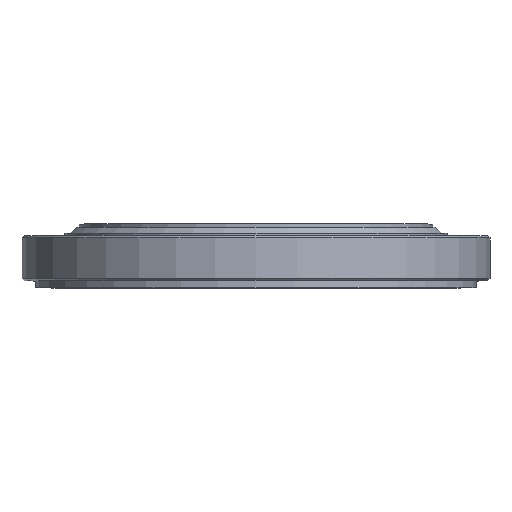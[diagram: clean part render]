
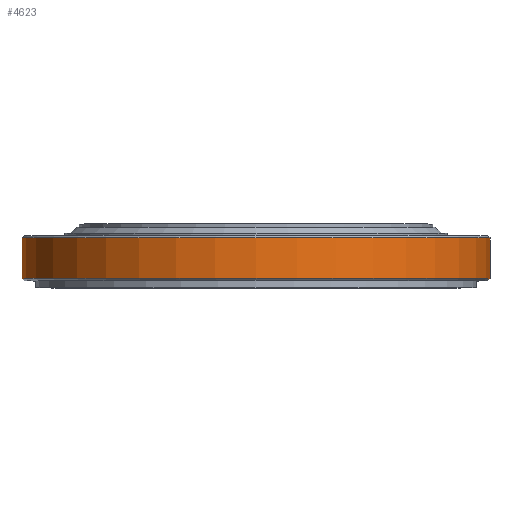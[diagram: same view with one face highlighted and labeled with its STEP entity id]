
A CAD part, top view. The second image highlights one B-rep face of the part: STEP entity #4623.
In plain terms, the highlighted cylindrical face has radius 201.75 mm (diameter 403.5 mm), a partial arc.
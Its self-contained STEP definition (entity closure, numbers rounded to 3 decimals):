
#187 = EDGE_CURVE ( 'NONE', #3727, #817, #4922, .T. ) ;
#375 = EDGE_LOOP ( 'NONE', ( #4676, #799, #2485, #2020 ) ) ;
#504 = EDGE_CURVE ( 'NONE', #817, #930, #514, .T. ) ;
#514 = LINE ( 'NONE', #3436, #4430 ) ;
#528 = DIRECTION ( 'NONE',  ( 0., 1., 0. ) ) ;
#571 = AXIS2_PLACEMENT_3D ( 'NONE', #2425, #2156, #2427 ) ;
#634 = FACE_OUTER_BOUND ( 'NONE', #375, .T. ) ;
#713 = CARTESIAN_POINT ( 'NONE',  ( -201.75, 22.164, 0. ) ) ;
#757 = CARTESIAN_POINT ( 'NONE',  ( -201.75, 14.5, 0. ) ) ;
#799 = ORIENTED_EDGE ( 'NONE', *, *, #504, .T. ) ;
#817 = VERTEX_POINT ( 'NONE', #2809 ) ;
#930 = VERTEX_POINT ( 'NONE', #2164 ) ;
#1096 = EDGE_CURVE ( 'NONE', #930, #6475, #2959, .T. ) ;
#1424 = CARTESIAN_POINT ( 'NONE',  ( 0., -20.5, 0. ) ) ;
#2020 = ORIENTED_EDGE ( 'NONE', *, *, #4862, .F. ) ;
#2142 = CARTESIAN_POINT ( 'NONE',  ( 0., 14.5, 0. ) ) ;
#2147 = DIRECTION ( 'NONE',  ( 0., -1., 0. ) ) ;
#2154 = DIRECTION ( 'NONE',  ( -1., 0., 0. ) ) ;
#2156 = DIRECTION ( 'NONE',  ( 0., 1., 0. ) ) ;
#2164 = CARTESIAN_POINT ( 'NONE',  ( 201.75, 14.5, 0. ) ) ;
#2425 = CARTESIAN_POINT ( 'NONE',  ( 0., 22.164, 0. ) ) ;
#2427 = DIRECTION ( 'NONE',  ( -1., 0., 0. ) ) ;
#2485 = ORIENTED_EDGE ( 'NONE', *, *, #1096, .T. ) ;
#2809 = CARTESIAN_POINT ( 'NONE',  ( 201.75, -20.5, 0. ) ) ;
#2959 = CIRCLE ( 'NONE', #4563, 201.75 ) ;
#3436 = CARTESIAN_POINT ( 'NONE',  ( 201.75, 22.164, 0. ) ) ;
#3727 = VERTEX_POINT ( 'NONE', #5957 ) ;
#4247 = AXIS2_PLACEMENT_3D ( 'NONE', #1424, #5233, #4661 ) ;
#4430 = VECTOR ( 'NONE', #528, 1000. ) ;
#4563 = AXIS2_PLACEMENT_3D ( 'NONE', #2142, #2147, #2154 ) ;
#4623 = ADVANCED_FACE ( 'NONE', ( #634 ), #6463, .T. ) ;
#4661 = DIRECTION ( 'NONE',  ( 1., 0., 0. ) ) ;
#4676 = ORIENTED_EDGE ( 'NONE', *, *, #187, .T. ) ;
#4862 = EDGE_CURVE ( 'NONE', #3727, #6475, #5805, .T. ) ;
#4922 = CIRCLE ( 'NONE', #4247, 201.75 ) ;
#5146 = DIRECTION ( 'NONE',  ( 0., 1., 0. ) ) ;
#5233 = DIRECTION ( 'NONE',  ( 0., 1., 0. ) ) ;
#5805 = LINE ( 'NONE', #713, #5869 ) ;
#5869 = VECTOR ( 'NONE', #5146, 1000. ) ;
#5957 = CARTESIAN_POINT ( 'NONE',  ( -201.75, -20.5, 0. ) ) ;
#6463 = CYLINDRICAL_SURFACE ( 'NONE', #571, 201.75 ) ;
#6475 = VERTEX_POINT ( 'NONE', #757 ) ;
